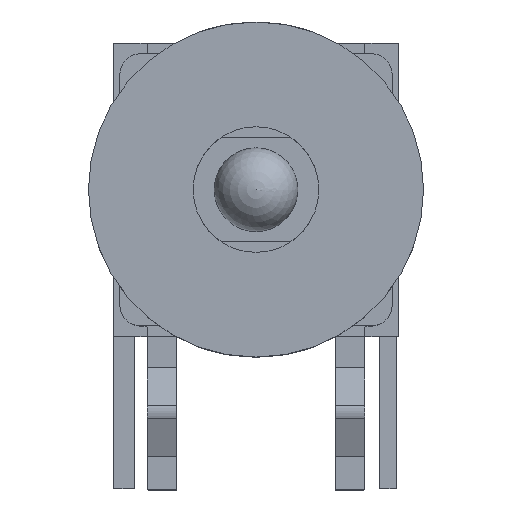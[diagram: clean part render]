
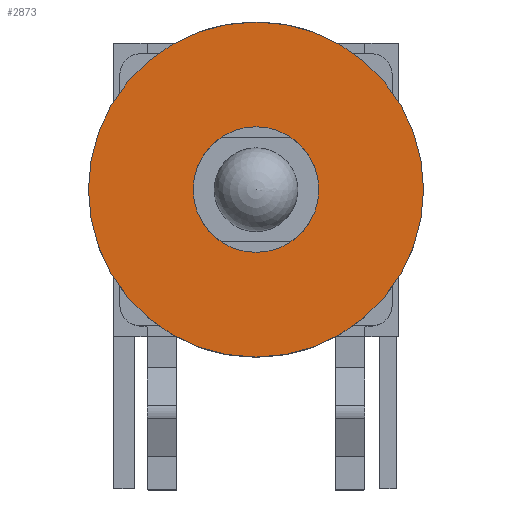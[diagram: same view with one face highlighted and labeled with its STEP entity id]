
A CAD part, top view. The second image highlights one B-rep face of the part: STEP entity #2873.
In plain terms, the highlighted planar face has unit normal (0, 0, 1).
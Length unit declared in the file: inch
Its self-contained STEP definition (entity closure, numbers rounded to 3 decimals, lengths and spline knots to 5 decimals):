
#1519=CARTESIAN_POINT('',(0.15748,0.,0.27546));
#1520=VERTEX_POINT('',#1519);
#1521=CARTESIAN_POINT('',(0.,0.,0.27546));
#1522=DIRECTION('',(0.0,0.0,-1.0));
#1523=DIRECTION('',(-1.0,0.0,0.0));
#1524=AXIS2_PLACEMENT_3D('',#1521,#1522,#1523);
#1525=CIRCLE('',#1524,0.15748);
#1526=EDGE_CURVE('',#1520,#1520,#1525,.T.);
#1902=CARTESIAN_POINT('',(0.05906,0.,0.27546));
#1903=VERTEX_POINT('',#1902);
#1904=CARTESIAN_POINT('',(0.,0.,0.27546));
#1905=DIRECTION('',(0.0,0.0,-1.0));
#1906=DIRECTION('',(-1.0,0.0,0.0));
#1907=AXIS2_PLACEMENT_3D('',#1904,#1905,#1906);
#1908=CIRCLE('',#1907,0.05906);
#1909=EDGE_CURVE('',#1903,#1903,#1908,.T.);
#2862=CARTESIAN_POINT('',(0.17323,-0.17323,0.27546));
#2863=DIRECTION('',(0.0,0.0,-1.0));
#2864=DIRECTION('',(-1.0,0.0,0.0));
#2865=AXIS2_PLACEMENT_3D('',#2862,#2863,#2864);
#2866=PLANE('',#2865);
#2867=ORIENTED_EDGE('',*,*,#1526,.F.);
#2868=EDGE_LOOP('',(#2867));
#2869=FACE_OUTER_BOUND('',#2868,.T.);
#2870=ORIENTED_EDGE('',*,*,#1909,.T.);
#2871=EDGE_LOOP('',(#2870));
#2872=FACE_BOUND('',#2871,.T.);
#2873=ADVANCED_FACE('',(#2869,#2872),#2866,.F.);
